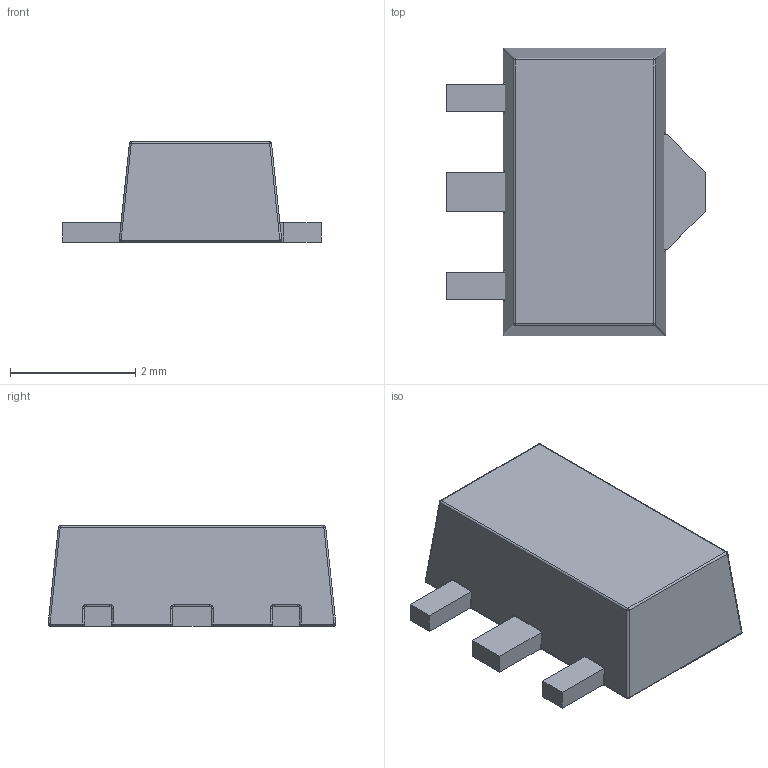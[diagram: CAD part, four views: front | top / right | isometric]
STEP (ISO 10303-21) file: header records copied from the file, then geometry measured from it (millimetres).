
FILE_DESCRIPTION(('Open CASCADE Model'),'2;1');
FILE_NAME('Open CASCADE Shape Model','2016-07-07T19:35:39',('Author'),( 'Open CASCADE'),'Open CASCADE STEP processor 6.8','Open CASCADE 6.8' ,'Unknown');
FILE_SCHEMA(('AUTOMOTIVE_DESIGN_CC2 { 1 2 10303 214 -1 1 5 4 }'));
Length unit declared in the file: millimetre
Products named in the file (7): SOT89-150P409X160-3N.step; CenterLeader; Open CASCADE STEP translator 6.8 4.1.1; top; bottom; Body; Open CASCADE STEP translator 6.8 4.4.1
Assembly tree (6 placements, depth 3):
  SOT89-150P409X160-3N.step
    CenterLeader
      Open CASCADE STEP translator 6.8 4.1.1
    top
    bottom
    Body
      Open CASCADE STEP translator 6.8 4.4.1
Bounding box: 4.13 x 4.59 x 1.6 mm (x, y, z)
Volume: 17.9 mm3; surface area: 62.4 mm2
Topology: 4 solids, 4 shells, 149 faces, 339 edges, 174 vertices
Faces by surface type: cylinder 60, plane 49, sphere 24, bspline 10, torus 6
Entity records: 8658 total; most frequent: CARTESIAN_POINT 2369, DIRECTION 1095, ORIENTED_EDGE 630, PCURVE 630, DEFINITIONAL_REPRESENTATION 630, LINE 605, VECTOR 605, EDGE_CURVE 315
